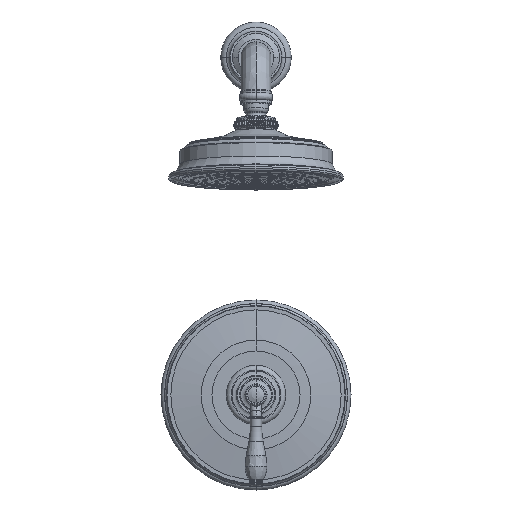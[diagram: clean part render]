
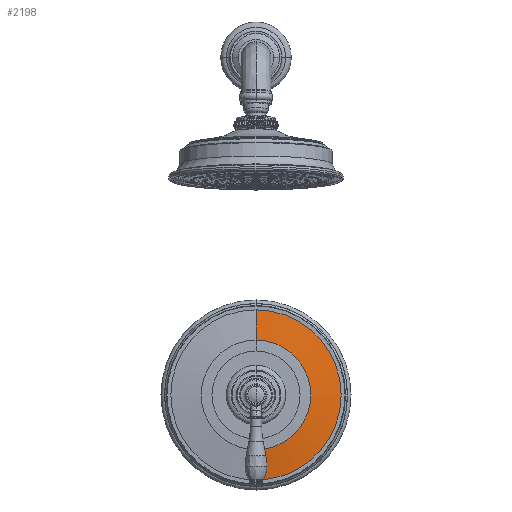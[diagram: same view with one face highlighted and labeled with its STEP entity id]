
A CAD part, top view. The second image highlights one B-rep face of the part: STEP entity #2198.
In plain terms, the highlighted spherical face has radius 467.995 mm.
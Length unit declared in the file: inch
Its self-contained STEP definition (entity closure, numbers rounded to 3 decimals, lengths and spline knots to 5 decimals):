
#600=CARTESIAN_POINT('',(0.,0.,0.45968));
#601=DIRECTION('',(0.,0.,1.));
#602=DIRECTION('',(0.,-1.,0.));
#603=AXIS2_PLACEMENT_3D('',#600,#601,#602);
#605=CARTESIAN_POINT('',(0.,0.,0.313));
#606=DIRECTION('',(0.,0.,-1.));
#607=DIRECTION('',(0.,1.,0.));
#608=AXIS2_PLACEMENT_3D('',#605,#606,#607);
#615=CARTESIAN_POINT('',(0.,0.,-17.86218));
#616=DIRECTION('',(-1.,0.,0.));
#617=DIRECTION('',(0.,-0.164,0.986));
#618=AXIS2_PLACEMENT_3D('',#615,#616,#617);
#625=CARTESIAN_POINT('',(0.,0.,-17.86218));
#626=DIRECTION('',(1.,0.,0.));
#627=DIRECTION('',(0.,0.164,0.986));
#628=AXIS2_PLACEMENT_3D('',#625,#626,#627);
#1173=CARTESIAN_POINT('',(0.,3.02381,0.313));
#1174=CARTESIAN_POINT('',(0.,-3.02381,0.313));
#1175=VERTEX_POINT('',#1173);
#1176=VERTEX_POINT('',#1174);
#1177=CARTESIAN_POINT('',(0.,-1.9468,0.45968));
#1178=CARTESIAN_POINT('',(0.,1.9468,0.45968));
#1179=VERTEX_POINT('',#1177);
#1180=VERTEX_POINT('',#1178);
#2184=CARTESIAN_POINT('',(0.,0.,-17.86218));
#2185=DIRECTION('',(0.,0.,-1.));
#2186=DIRECTION('',(0.,-1.,0.));
#2187=AXIS2_PLACEMENT_3D('',#2184,#2185,#2186);
#2188=SPHERICAL_SURFACE('',#2187,18.425);
#2189=ORIENTED_EDGE('',*,*,#2174,.T.);
#2191=ORIENTED_EDGE('',*,*,#2190,.F.);
#2193=ORIENTED_EDGE('',*,*,#2192,.T.);
#2195=ORIENTED_EDGE('',*,*,#2194,.T.);
#2196=EDGE_LOOP('',(#2189,#2191,#2193,#2195));
#2197=FACE_OUTER_BOUND('',#2196,.F.);
#2198=ADVANCED_FACE('',(#2197),#2188,.T.);
#604=CIRCLE('',#603,1.9468);
#609=CIRCLE('',#608,3.02381);
#619=CIRCLE('',#618,18.425);
#629=CIRCLE('',#628,18.425);
#2174=EDGE_CURVE('',#1179,#1180,#604,.T.);
#2190=EDGE_CURVE('',#1175,#1180,#629,.T.);
#2192=EDGE_CURVE('',#1175,#1176,#609,.T.);
#2194=EDGE_CURVE('',#1176,#1179,#619,.T.);
